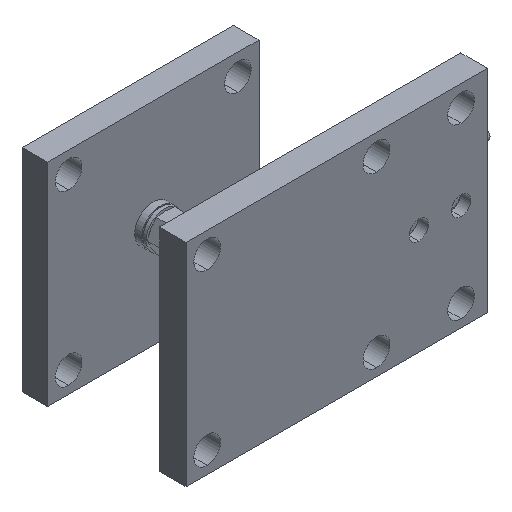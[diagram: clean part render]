
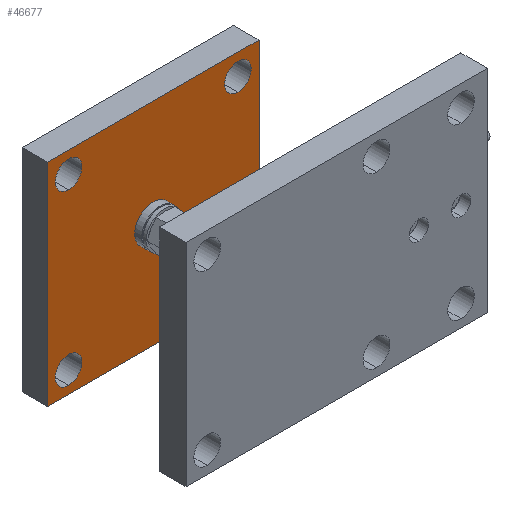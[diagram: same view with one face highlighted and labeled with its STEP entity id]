
A CAD part, isometric view. The second image highlights one B-rep face of the part: STEP entity #46677.
In plain terms, the highlighted planar face has unit normal (0, -1, 0).
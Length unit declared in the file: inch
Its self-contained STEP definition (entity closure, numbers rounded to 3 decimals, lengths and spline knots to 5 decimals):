
#375 = CIRCLE ( 'NONE', #6299, 0.315 ) ;
#731 = CIRCLE ( 'NONE', #55491, 0.315 ) ;
#1449 = CARTESIAN_POINT ( 'NONE',  ( 2.5, 3.275, -2.5 ) ) ;
#2131 = VERTEX_POINT ( 'NONE', #4625 ) ;
#2145 = DIRECTION ( 'NONE',  ( 0., 1., 0. ) ) ;
#2245 = CIRCLE ( 'NONE', #36477, 0.315 ) ;
#2272 = CARTESIAN_POINT ( 'NONE',  ( 0.5, 3.275, -4.815 ) ) ;
#2974 = CARTESIAN_POINT ( 'NONE',  ( 5., 3.275, 0. ) ) ;
#3289 = CARTESIAN_POINT ( 'NONE',  ( 0.5, 3.275, -4.5 ) ) ;
#3375 = AXIS2_PLACEMENT_3D ( 'NONE', #48979, #2145, #25738 ) ;
#3541 = DIRECTION ( 'NONE',  ( 0., 0., 1. ) ) ;
#4512 = CARTESIAN_POINT ( 'NONE',  ( 4.5, 3.275, -4.5 ) ) ;
#4625 = CARTESIAN_POINT ( 'NONE',  ( 0.5, 3.275, -0.815 ) ) ;
#4721 = EDGE_CURVE ( 'NONE', #40423, #44320, #46217, .T. ) ;
#5260 = CARTESIAN_POINT ( 'NONE',  ( 0., 3.275, 0. ) ) ;
#5541 = ORIENTED_EDGE ( 'NONE', *, *, #44813, .T. ) ;
#6035 = DIRECTION ( 'NONE',  ( 0., -1., 0. ) ) ;
#6299 = AXIS2_PLACEMENT_3D ( 'NONE', #53976, #54304, #53677 ) ;
#6497 = VERTEX_POINT ( 'NONE', #49526 ) ;
#6796 = CARTESIAN_POINT ( 'NONE',  ( 2.5, 3.275, -2.765 ) ) ;
#7236 = ORIENTED_EDGE ( 'NONE', *, *, #22784, .T. ) ;
#7722 = CARTESIAN_POINT ( 'NONE',  ( 0., 3.275, 0. ) ) ;
#7902 = CARTESIAN_POINT ( 'NONE',  ( 5., 3.275, -5. ) ) ;
#7968 = VERTEX_POINT ( 'NONE', #7902 ) ;
#8710 = DIRECTION ( 'NONE',  ( 0., 0., 1. ) ) ;
#9705 = PLANE ( 'NONE',  #27790 ) ;
#10038 = EDGE_CURVE ( 'NONE', #2131, #26731, #2245, .T. ) ;
#10632 = FACE_BOUND ( 'NONE', #30466, .T. ) ;
#10838 = EDGE_CURVE ( 'NONE', #42398, #59523, #14180, .T. ) ;
#11374 = EDGE_CURVE ( 'NONE', #6497, #47373, #14056, .T. ) ;
#11596 = DIRECTION ( 'NONE',  ( 0., 0., 1. ) ) ;
#12068 = VECTOR ( 'NONE', #46816, 39.37008 ) ;
#12842 = ORIENTED_EDGE ( 'NONE', *, *, #16950, .T. ) ;
#12865 = CARTESIAN_POINT ( 'NONE',  ( 0., 3.275, -5. ) ) ;
#14056 = CIRCLE ( 'NONE', #36492, 0.315 ) ;
#14180 = CIRCLE ( 'NONE', #3375, 0.265 ) ;
#14922 = FACE_BOUND ( 'NONE', #32710, .T. ) ;
#14945 = CARTESIAN_POINT ( 'NONE',  ( 5., 3.275, 0. ) ) ;
#15378 = CARTESIAN_POINT ( 'NONE',  ( 4.5, 3.275, -4.5 ) ) ;
#15493 = EDGE_CURVE ( 'NONE', #53692, #7968, #52228, .T. ) ;
#15820 = AXIS2_PLACEMENT_3D ( 'NONE', #45673, #51465, #8710 ) ;
#16411 = VERTEX_POINT ( 'NONE', #33731 ) ;
#16430 = DIRECTION ( 'NONE',  ( 0., 1., 0. ) ) ;
#16535 = CIRCLE ( 'NONE', #34107, 0.315 ) ;
#16761 = EDGE_CURVE ( 'NONE', #59523, #42398, #33895, .T. ) ;
#16950 = EDGE_CURVE ( 'NONE', #26731, #2131, #731, .T. ) ;
#17186 = CARTESIAN_POINT ( 'NONE',  ( 4.5, 3.275, -0.815 ) ) ;
#17321 = CARTESIAN_POINT ( 'NONE',  ( 4.5, 3.275, -0.5 ) ) ;
#18528 = ORIENTED_EDGE ( 'NONE', *, *, #60112, .F. ) ;
#19106 = DIRECTION ( 'NONE',  ( 0., 0., -1. ) ) ;
#19318 = VECTOR ( 'NONE', #40126, 39.37008 ) ;
#19405 = FACE_BOUND ( 'NONE', #59852, .T. ) ;
#19883 = DIRECTION ( 'NONE',  ( 0., 1., 0. ) ) ;
#22165 = EDGE_CURVE ( 'NONE', #16411, #41260, #58943, .T. ) ;
#22784 = EDGE_CURVE ( 'NONE', #45334, #57161, #375, .T. ) ;
#22845 = ORIENTED_EDGE ( 'NONE', *, *, #10038, .T. ) ;
#23155 = DIRECTION ( 'NONE',  ( 0., 1., 0. ) ) ;
#23985 = CARTESIAN_POINT ( 'NONE',  ( 0.5, 3.275, -0.5 ) ) ;
#24728 = ORIENTED_EDGE ( 'NONE', *, *, #22165, .T. ) ;
#24974 = EDGE_CURVE ( 'NONE', #47373, #6497, #16535, .T. ) ;
#25228 = ORIENTED_EDGE ( 'NONE', *, *, #4721, .F. ) ;
#25738 = DIRECTION ( 'NONE',  ( 0., 0., 1. ) ) ;
#25912 = EDGE_LOOP ( 'NONE', ( #25228, #38389, #37465, #18528 ) ) ;
#26277 = AXIS2_PLACEMENT_3D ( 'NONE', #17321, #54701, #3541 ) ;
#26731 = VERTEX_POINT ( 'NONE', #51827 ) ;
#27790 = AXIS2_PLACEMENT_3D ( 'NONE', #42717, #6035, #19106 ) ;
#28064 = FACE_BOUND ( 'NONE', #42204, .T. ) ;
#28869 = ORIENTED_EDGE ( 'NONE', *, *, #11374, .T. ) ;
#30365 = VECTOR ( 'NONE', #31500, 39.37008 ) ;
#30466 = EDGE_LOOP ( 'NONE', ( #59835, #7236 ) ) ;
#31046 = AXIS2_PLACEMENT_3D ( 'NONE', #1449, #47931, #11596 ) ;
#31187 = DIRECTION ( 'NONE',  ( 0., 1., 0. ) ) ;
#31500 = DIRECTION ( 'NONE',  ( -1., 0., 0. ) ) ;
#31865 = LINE ( 'NONE', #7722, #19318 ) ;
#32710 = EDGE_LOOP ( 'NONE', ( #37594, #40305 ) ) ;
#32986 = DIRECTION ( 'NONE',  ( 0., 0., 1. ) ) ;
#33606 = ORIENTED_EDGE ( 'NONE', *, *, #24974, .T. ) ;
#33731 = CARTESIAN_POINT ( 'NONE',  ( 0.5, 3.275, -4.185 ) ) ;
#33778 = CARTESIAN_POINT ( 'NONE',  ( 2.5, 3.275, -2.235 ) ) ;
#33839 = FACE_BOUND ( 'NONE', #58774, .T. ) ;
#33895 = CIRCLE ( 'NONE', #31046, 0.265 ) ;
#34107 = AXIS2_PLACEMENT_3D ( 'NONE', #4512, #23155, #55941 ) ;
#36477 = AXIS2_PLACEMENT_3D ( 'NONE', #23985, #50943, #42082 ) ;
#36492 = AXIS2_PLACEMENT_3D ( 'NONE', #15378, #19883, #38573 ) ;
#37465 = ORIENTED_EDGE ( 'NONE', *, *, #15493, .F. ) ;
#37594 = ORIENTED_EDGE ( 'NONE', *, *, #10838, .T. ) ;
#38107 = DIRECTION ( 'NONE',  ( 0., 0., -1. ) ) ;
#38389 = ORIENTED_EDGE ( 'NONE', *, *, #52179, .F. ) ;
#38573 = DIRECTION ( 'NONE',  ( 0., 0., 1. ) ) ;
#39846 = CARTESIAN_POINT ( 'NONE',  ( 4.5, 3.275, -0.185 ) ) ;
#40126 = DIRECTION ( 'NONE',  ( 1., 0., 0. ) ) ;
#40305 = ORIENTED_EDGE ( 'NONE', *, *, #16761, .T. ) ;
#40423 = VERTEX_POINT ( 'NONE', #57953 ) ;
#40471 = CARTESIAN_POINT ( 'NONE',  ( 0., 3.275, 0. ) ) ;
#41260 = VERTEX_POINT ( 'NONE', #2272 ) ;
#41372 = AXIS2_PLACEMENT_3D ( 'NONE', #3289, #31187, #54735 ) ;
#42082 = DIRECTION ( 'NONE',  ( 0., 0., 1. ) ) ;
#42124 = EDGE_CURVE ( 'NONE', #57161, #45334, #59515, .T. ) ;
#42199 = CIRCLE ( 'NONE', #15820, 0.315 ) ;
#42204 = EDGE_LOOP ( 'NONE', ( #12842, #22845 ) ) ;
#42398 = VERTEX_POINT ( 'NONE', #33778 ) ;
#42717 = CARTESIAN_POINT ( 'NONE',  ( 0., 3.275, 0. ) ) ;
#44320 = VERTEX_POINT ( 'NONE', #40471 ) ;
#44463 = VECTOR ( 'NONE', #38107, 39.37008 ) ;
#44813 = EDGE_CURVE ( 'NONE', #41260, #16411, #42199, .T. ) ;
#45334 = VERTEX_POINT ( 'NONE', #17186 ) ;
#45673 = CARTESIAN_POINT ( 'NONE',  ( 0.5, 3.275, -4.5 ) ) ;
#46217 = LINE ( 'NONE', #5260, #12068 ) ;
#46677 = ADVANCED_FACE ( 'NONE', ( #14922, #28064, #10632, #33839, #19405, #52528 ), #9705, .T. ) ;
#46816 = DIRECTION ( 'NONE',  ( 0., 0., 1. ) ) ;
#47373 = VERTEX_POINT ( 'NONE', #55495 ) ;
#47931 = DIRECTION ( 'NONE',  ( 0., 1., 0. ) ) ;
#48541 = CARTESIAN_POINT ( 'NONE',  ( 0.5, 3.275, -0.5 ) ) ;
#48979 = CARTESIAN_POINT ( 'NONE',  ( 2.5, 3.275, -2.5 ) ) ;
#49526 = CARTESIAN_POINT ( 'NONE',  ( 4.5, 3.275, -4.185 ) ) ;
#50943 = DIRECTION ( 'NONE',  ( 0., 1., 0. ) ) ;
#51465 = DIRECTION ( 'NONE',  ( 0., 1., 0. ) ) ;
#51827 = CARTESIAN_POINT ( 'NONE',  ( 0.5, 3.275, -0.185 ) ) ;
#52179 = EDGE_CURVE ( 'NONE', #7968, #40423, #54771, .T. ) ;
#52228 = LINE ( 'NONE', #14945, #44463 ) ;
#52528 = FACE_OUTER_BOUND ( 'NONE', #25912, .T. ) ;
#53677 = DIRECTION ( 'NONE',  ( 0., 0., 1. ) ) ;
#53692 = VERTEX_POINT ( 'NONE', #2974 ) ;
#53976 = CARTESIAN_POINT ( 'NONE',  ( 4.5, 3.275, -0.5 ) ) ;
#54304 = DIRECTION ( 'NONE',  ( 0., 1., 0. ) ) ;
#54701 = DIRECTION ( 'NONE',  ( 0., 1., 0. ) ) ;
#54735 = DIRECTION ( 'NONE',  ( 0., 0., 1. ) ) ;
#54771 = LINE ( 'NONE', #12865, #30365 ) ;
#55491 = AXIS2_PLACEMENT_3D ( 'NONE', #48541, #16430, #32986 ) ;
#55495 = CARTESIAN_POINT ( 'NONE',  ( 4.5, 3.275, -4.815 ) ) ;
#55941 = DIRECTION ( 'NONE',  ( 0., 0., 1. ) ) ;
#57161 = VERTEX_POINT ( 'NONE', #39846 ) ;
#57953 = CARTESIAN_POINT ( 'NONE',  ( 0., 3.275, -5. ) ) ;
#58774 = EDGE_LOOP ( 'NONE', ( #28869, #33606 ) ) ;
#58943 = CIRCLE ( 'NONE', #41372, 0.315 ) ;
#59515 = CIRCLE ( 'NONE', #26277, 0.315 ) ;
#59523 = VERTEX_POINT ( 'NONE', #6796 ) ;
#59835 = ORIENTED_EDGE ( 'NONE', *, *, #42124, .T. ) ;
#59852 = EDGE_LOOP ( 'NONE', ( #24728, #5541 ) ) ;
#60112 = EDGE_CURVE ( 'NONE', #44320, #53692, #31865, .T. ) ;
